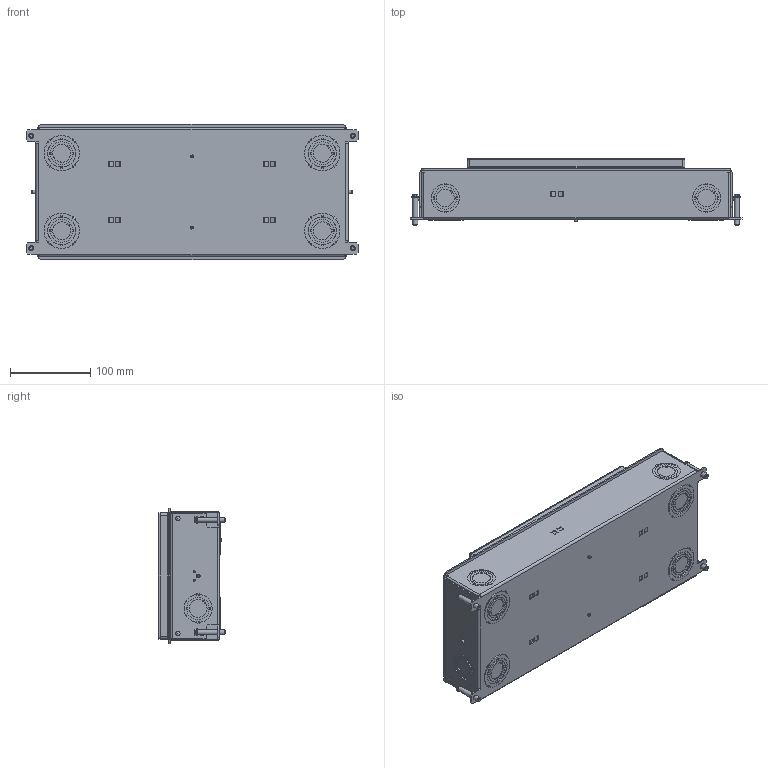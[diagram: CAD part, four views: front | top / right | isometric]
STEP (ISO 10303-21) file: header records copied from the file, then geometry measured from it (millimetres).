
FILE_DESCRIPTION(/* description */ (''),/* implementation_level */ '2;1');
FILE_NAME(/* name */ 'M-14119 CFB2G25(CR)E.stp',/* time_stamp */ '2023-10-17T11:09:37-04:00',/* author */ ('adiakomis'),/* organization */ (''),/* preprocessor_version */ 'ST-DEVELOPER v18.1',/* originating_system */ 'AutoCAD Mechanical',/* authorisation */ '');
FILE_SCHEMA (('AUTOMOTIVE_DESIGN { 1 0 10303 214 3 1 1 }'));
Products named in the file (2): Product; M-14119_Shrinkwrap_1
Assembly tree (1 placements, depth 2):
  Product
    M-14119_Shrinkwrap_1
Bounding box: 413.26 x 83.71 x 168.15 mm (x, y, z)
Volume: 4469907.3 mm3; surface area: 235579.5 mm2
Topology: 1 solids, 148 shells, 7279 faces, 19640 edges, 13086 vertices
Faces by surface type: plane 4155, bspline 2379, cylinder 657, cone 80, sphere 8
Full cylindrical faces by diameter (mm): 3.505 x2, 4.826 x2, 5.08 x4, 5.174 x1, 5.258 x4, 6.35 x9, 8.509 x4, 28.169 x1
Entity records: 241876 total; most frequent: CARTESIAN_POINT 75495, ORIENTED_EDGE 39248, DIRECTION 25212, EDGE_CURVE 19624, VERTEX_POINT 13086, LINE 12930, VECTOR 12930, EDGE_LOOP 7886
